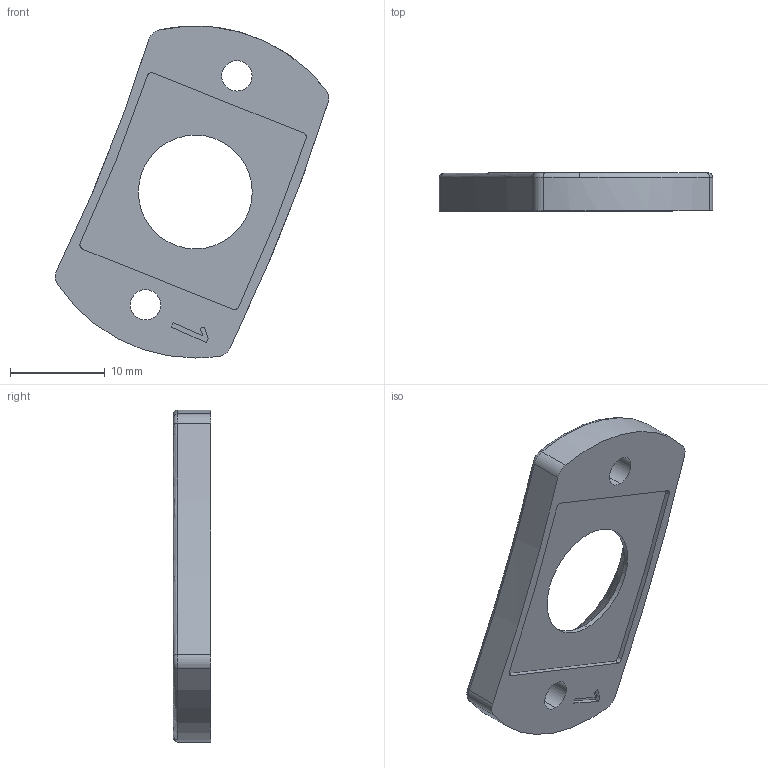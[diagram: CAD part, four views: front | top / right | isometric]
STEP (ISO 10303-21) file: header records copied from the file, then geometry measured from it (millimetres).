
FILE_DESCRIPTION (( 'STEP AP214' ), '1' );
FILE_NAME ('FurrClip_1.STEP', '2023-12-12T07:41:16', ( '' ), ( '' ), 'SwSTEP 2.0', 'SolidWorks 2022', '' );
FILE_SCHEMA (( 'AUTOMOTIVE_DESIGN' ));
Length unit declared in the file: millimetre
Products named in the file (1): FurrClip_1
Bounding box: 28.82 x 4 x 35 mm (x, y, z)
Volume: 1767.2 mm3; surface area: 1624.7 mm2
Topology: 1 solids, 1 shells, 56 faces, 136 edges, 84 vertices
Faces by surface type: cylinder 18, torus 13, plane 13, cone 6, bspline 6
Entity records: 1809 total; most frequent: CARTESIAN_POINT 429, DIRECTION 299, ORIENTED_EDGE 272, EDGE_CURVE 136, AXIS2_PLACEMENT_3D 122, VERTEX_POINT 84, CIRCLE 71, EDGE_LOOP 64
